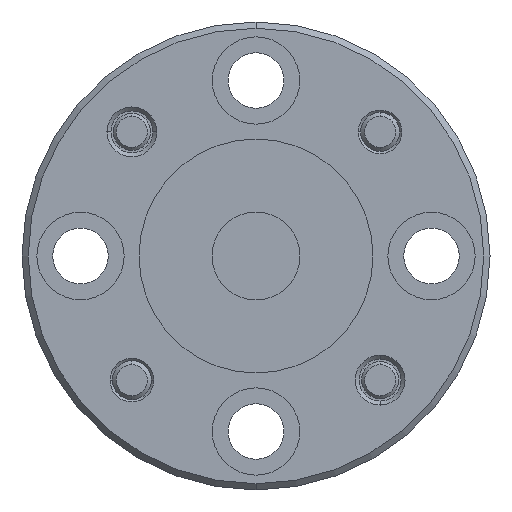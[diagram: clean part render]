
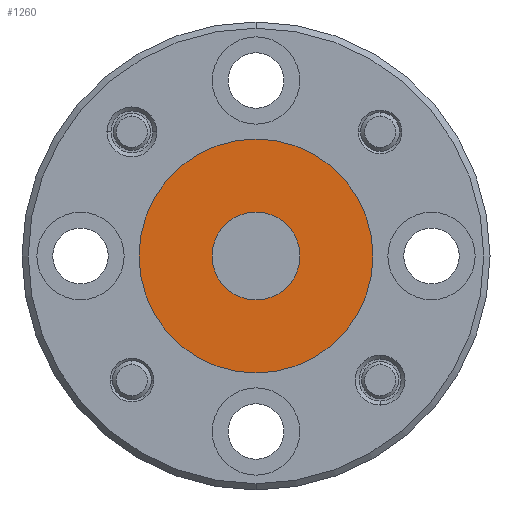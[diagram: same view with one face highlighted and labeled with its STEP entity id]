
A CAD part, left-side view. The second image highlights one B-rep face of the part: STEP entity #1260.
In plain terms, the highlighted planar face has unit normal (-1, 0, 0).
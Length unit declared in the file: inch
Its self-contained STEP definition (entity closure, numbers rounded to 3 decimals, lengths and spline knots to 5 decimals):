
#41 = DIRECTION ( 'NONE',  ( 1., 0., 0. ) ) ;
#101 = ORIENTED_EDGE ( 'NONE', *, *, #3333, .T. ) ;
#112 = CIRCLE ( 'NONE', #1370, 0.0705 ) ;
#118 = CIRCLE ( 'NONE', #544, 0.1875 ) ;
#237 = CARTESIAN_POINT ( 'NONE',  ( -2.01385, 0.19768, 0.47704 ) ) ;
#544 = AXIS2_PLACEMENT_3D ( 'NONE', #1755, #783, #1409 ) ;
#637 = CARTESIAN_POINT ( 'NONE',  ( -2.01385, 0.19768, 0.66454 ) ) ;
#760 = VERTEX_POINT ( 'NONE', #3183 ) ;
#783 = DIRECTION ( 'NONE',  ( 1., 0., 0. ) ) ;
#881 = EDGE_CURVE ( 'NONE', #1570, #1704, #118, .T. ) ;
#1022 = DIRECTION ( 'NONE',  ( 0., 0., 1. ) ) ;
#1070 = PLANE ( 'NONE',  #2928 ) ;
#1088 = CARTESIAN_POINT ( 'NONE',  ( -2.01385, 0.19768, 0.66454 ) ) ;
#1260 = ADVANCED_FACE ( 'NONE', ( #2161, #2956 ), #1070, .T. ) ;
#1277 = CARTESIAN_POINT ( 'NONE',  ( -2.01385, 0.19768, 0.59404 ) ) ;
#1370 = AXIS2_PLACEMENT_3D ( 'NONE', #1088, #1729, #1694 ) ;
#1409 = DIRECTION ( 'NONE',  ( 0., 0., -1. ) ) ;
#1570 = VERTEX_POINT ( 'NONE', #237 ) ;
#1657 = CARTESIAN_POINT ( 'NONE',  ( -2.01385, 0.38518, 0.66454 ) ) ;
#1694 = DIRECTION ( 'NONE',  ( 0., 0., 1. ) ) ;
#1704 = VERTEX_POINT ( 'NONE', #1884 ) ;
#1729 = DIRECTION ( 'NONE',  ( 1., 0., 0. ) ) ;
#1755 = CARTESIAN_POINT ( 'NONE',  ( -2.01385, 0.19768, 0.66454 ) ) ;
#1815 = EDGE_LOOP ( 'NONE', ( #3363, #4001 ) ) ;
#1827 = AXIS2_PLACEMENT_3D ( 'NONE', #2588, #3902, #3266 ) ;
#1884 = CARTESIAN_POINT ( 'NONE',  ( -2.01385, 0.19768, 0.85204 ) ) ;
#2161 = FACE_OUTER_BOUND ( 'NONE', #1815, .T. ) ;
#2198 = EDGE_CURVE ( 'NONE', #3468, #760, #112, .T. ) ;
#2254 = CIRCLE ( 'NONE', #2949, 0.0705 ) ;
#2369 = ORIENTED_EDGE ( 'NONE', *, *, #2198, .T. ) ;
#2588 = CARTESIAN_POINT ( 'NONE',  ( -2.01385, 0.19768, 0.66454 ) ) ;
#2638 = CIRCLE ( 'NONE', #1827, 0.1875 ) ;
#2928 = AXIS2_PLACEMENT_3D ( 'NONE', #1657, #3860, #1022 ) ;
#2949 = AXIS2_PLACEMENT_3D ( 'NONE', #637, #41, #3295 ) ;
#2956 = FACE_BOUND ( 'NONE', #3057, .T. ) ;
#3057 = EDGE_LOOP ( 'NONE', ( #101, #2369 ) ) ;
#3183 = CARTESIAN_POINT ( 'NONE',  ( -2.01385, 0.19768, 0.73504 ) ) ;
#3266 = DIRECTION ( 'NONE',  ( 0., 0., -1. ) ) ;
#3295 = DIRECTION ( 'NONE',  ( 0., 0., 1. ) ) ;
#3333 = EDGE_CURVE ( 'NONE', #760, #3468, #2254, .T. ) ;
#3363 = ORIENTED_EDGE ( 'NONE', *, *, #881, .F. ) ;
#3468 = VERTEX_POINT ( 'NONE', #1277 ) ;
#3511 = EDGE_CURVE ( 'NONE', #1704, #1570, #2638, .T. ) ;
#3860 = DIRECTION ( 'NONE',  ( -1., 0., 0. ) ) ;
#3902 = DIRECTION ( 'NONE',  ( 1., 0., 0. ) ) ;
#4001 = ORIENTED_EDGE ( 'NONE', *, *, #3511, .F. ) ;
